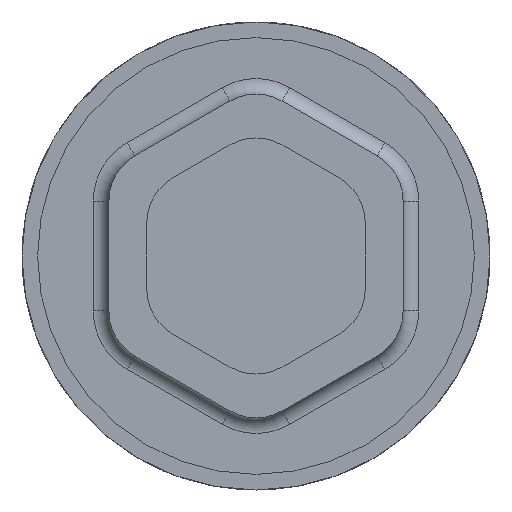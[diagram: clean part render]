
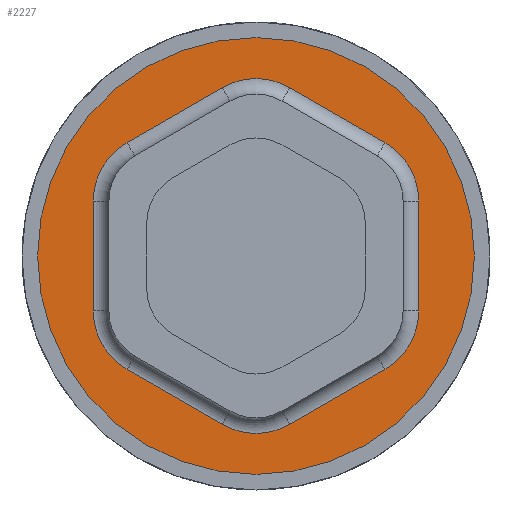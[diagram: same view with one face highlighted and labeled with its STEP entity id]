
A CAD part, front view. The second image highlights one B-rep face of the part: STEP entity #2227.
In plain terms, the highlighted planar face has unit normal (0, -1, 0).
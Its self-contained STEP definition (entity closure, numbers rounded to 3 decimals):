
#32=FACE_BOUND('',#577,.T.);
#38=PLANE('',#2399);
#177=LINE('',#4500,#311);
#178=LINE('',#4504,#312);
#179=LINE('',#4508,#313);
#180=LINE('',#4512,#314);
#181=LINE('',#4516,#315);
#182=LINE('',#4519,#316);
#311=VECTOR('',#2763,10.);
#312=VECTOR('',#2766,10.);
#313=VECTOR('',#2769,10.);
#314=VECTOR('',#2772,10.);
#315=VECTOR('',#2775,10.);
#316=VECTOR('',#2778,10.);
#441=FACE_OUTER_BOUND('',#576,.T.);
#576=EDGE_LOOP('',(#1655));
#577=EDGE_LOOP('',(#1656,#1657,#1658,#1659,#1660,#1661,#1662,#1663,#1664,
#1665,#1666,#1667));
#725=CIRCLE('',#2396,4.2);
#727=CIRCLE('',#2400,1.3);
#728=CIRCLE('',#2401,1.3);
#729=CIRCLE('',#2402,1.3);
#730=CIRCLE('',#2403,1.3);
#731=CIRCLE('',#2404,1.3);
#732=CIRCLE('',#2405,1.3);
#993=VERTEX_POINT('',#4489);
#995=VERTEX_POINT('',#4496);
#996=VERTEX_POINT('',#4497);
#997=VERTEX_POINT('',#4499);
#998=VERTEX_POINT('',#4501);
#999=VERTEX_POINT('',#4503);
#1000=VERTEX_POINT('',#4505);
#1001=VERTEX_POINT('',#4507);
#1002=VERTEX_POINT('',#4509);
#1003=VERTEX_POINT('',#4511);
#1004=VERTEX_POINT('',#4513);
#1005=VERTEX_POINT('',#4515);
#1006=VERTEX_POINT('',#4517);
#1241=EDGE_CURVE('',#993,#993,#725,.T.);
#1244=EDGE_CURVE('',#995,#996,#727,.T.);
#1245=EDGE_CURVE('',#996,#997,#177,.T.);
#1246=EDGE_CURVE('',#997,#998,#728,.T.);
#1247=EDGE_CURVE('',#998,#999,#178,.T.);
#1248=EDGE_CURVE('',#999,#1000,#729,.T.);
#1249=EDGE_CURVE('',#1000,#1001,#179,.T.);
#1250=EDGE_CURVE('',#1001,#1002,#730,.T.);
#1251=EDGE_CURVE('',#1002,#1003,#180,.T.);
#1252=EDGE_CURVE('',#1003,#1004,#731,.T.);
#1253=EDGE_CURVE('',#1004,#1005,#181,.T.);
#1254=EDGE_CURVE('',#1005,#1006,#732,.T.);
#1255=EDGE_CURVE('',#1006,#995,#182,.T.);
#1655=ORIENTED_EDGE('',*,*,#1241,.T.);
#1656=ORIENTED_EDGE('',*,*,#1244,.T.);
#1657=ORIENTED_EDGE('',*,*,#1245,.T.);
#1658=ORIENTED_EDGE('',*,*,#1246,.T.);
#1659=ORIENTED_EDGE('',*,*,#1247,.T.);
#1660=ORIENTED_EDGE('',*,*,#1248,.T.);
#1661=ORIENTED_EDGE('',*,*,#1249,.T.);
#1662=ORIENTED_EDGE('',*,*,#1250,.T.);
#1663=ORIENTED_EDGE('',*,*,#1251,.T.);
#1664=ORIENTED_EDGE('',*,*,#1252,.T.);
#1665=ORIENTED_EDGE('',*,*,#1253,.T.);
#1666=ORIENTED_EDGE('',*,*,#1254,.T.);
#1667=ORIENTED_EDGE('',*,*,#1255,.T.);
#2227=ADVANCED_FACE('',(#441,#32),#38,.F.);
#2396=AXIS2_PLACEMENT_3D('',#4490,#2752,#2753);
#2399=AXIS2_PLACEMENT_3D('',#4495,#2759,#2760);
#2400=AXIS2_PLACEMENT_3D('',#4498,#2761,#2762);
#2401=AXIS2_PLACEMENT_3D('',#4502,#2764,#2765);
#2402=AXIS2_PLACEMENT_3D('',#4506,#2767,#2768);
#2403=AXIS2_PLACEMENT_3D('',#4510,#2770,#2771);
#2404=AXIS2_PLACEMENT_3D('',#4514,#2773,#2774);
#2405=AXIS2_PLACEMENT_3D('',#4518,#2776,#2777);
#2752=DIRECTION('center_axis',(0.,-1.,0.));
#2753=DIRECTION('ref_axis',(1.,0.,0.));
#2759=DIRECTION('center_axis',(0.,1.,0.));
#2760=DIRECTION('ref_axis',(-1.,0.,0.));
#2761=DIRECTION('center_axis',(0.,1.,0.));
#2762=DIRECTION('ref_axis',(-0.866,0.,0.5));
#2763=DIRECTION('',(0.866,0.,0.5));
#2764=DIRECTION('center_axis',(0.,1.,0.));
#2765=DIRECTION('ref_axis',(0.,0.,
1.));
#2766=DIRECTION('',(0.866,0.,-0.5));
#2767=DIRECTION('center_axis',(0.,1.,0.));
#2768=DIRECTION('ref_axis',(0.866,0.,0.5));
#2769=DIRECTION('',(0.,0.,-1.));
#2770=DIRECTION('center_axis',(0.,1.,0.));
#2771=DIRECTION('ref_axis',(0.866,0.,-0.5));
#2772=DIRECTION('',(-0.866,0.,-0.5));
#2773=DIRECTION('center_axis',(0.,1.,0.));
#2774=DIRECTION('ref_axis',(0.,0.,
-1.));
#2775=DIRECTION('',(-0.866,0.,0.5));
#2776=DIRECTION('center_axis',(0.,1.,0.));
#2777=DIRECTION('ref_axis',(-0.866,0.,-0.5));
#2778=DIRECTION('',(0.,0.,1.));
#4489=CARTESIAN_POINT('',(4.26,25.639,10.751));
#4490=CARTESIAN_POINT('Origin',(4.26,25.639,6.551));
#4495=CARTESIAN_POINT('Origin',(4.323,25.639,6.069));
#4496=CARTESIAN_POINT('',(1.13,25.639,7.608));
#4497=CARTESIAN_POINT('',(1.78,25.639,8.734));
#4498=CARTESIAN_POINT('Origin',(2.43,25.639,7.608));
#4499=CARTESIAN_POINT('',(3.61,25.639,9.79));
#4500=CARTESIAN_POINT('',(3.322,25.639,9.624));
#4501=CARTESIAN_POINT('',(4.91,25.639,9.79));
#4502=CARTESIAN_POINT('Origin',(4.26,25.639,8.664));
#4503=CARTESIAN_POINT('',(6.74,25.639,8.734));
#4504=CARTESIAN_POINT('',(6.661,25.639,8.779));
#4505=CARTESIAN_POINT('',(7.39,25.639,7.608));
#4506=CARTESIAN_POINT('Origin',(6.09,25.639,7.608));
#4507=CARTESIAN_POINT('',(7.39,25.639,5.495));
#4508=CARTESIAN_POINT('',(7.39,25.639,5.493));
#4509=CARTESIAN_POINT('',(6.74,25.639,4.369));
#4510=CARTESIAN_POINT('Origin',(6.09,25.639,5.495));
#4511=CARTESIAN_POINT('',(4.91,25.639,3.312));
#4512=CARTESIAN_POINT('',(5.037,25.639,3.385));
#4513=CARTESIAN_POINT('',(3.61,25.639,3.312));
#4514=CARTESIAN_POINT('Origin',(4.26,25.639,4.438));
#4515=CARTESIAN_POINT('',(1.78,25.639,4.369));
#4516=CARTESIAN_POINT('',(2.116,25.639,4.175));
#4517=CARTESIAN_POINT('',(1.13,25.639,5.495));
#4518=CARTESIAN_POINT('Origin',(2.43,25.639,5.495));
#4519=CARTESIAN_POINT('',(1.13,25.639,7.127));
